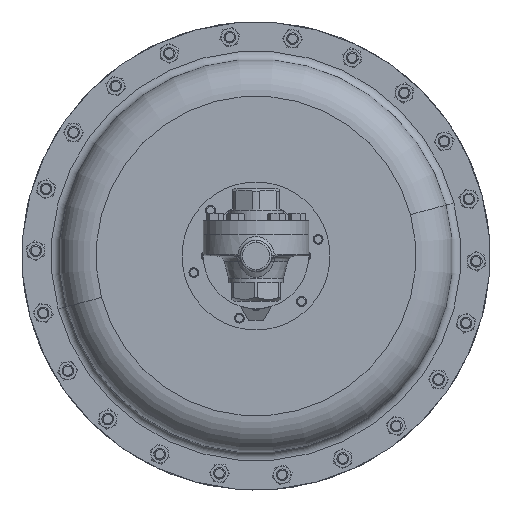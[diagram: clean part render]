
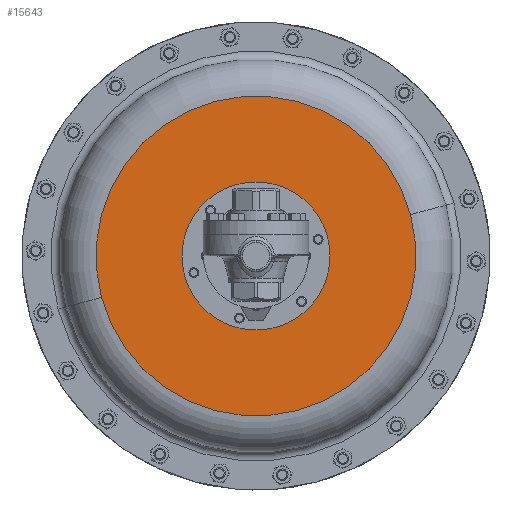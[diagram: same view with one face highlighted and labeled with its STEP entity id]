
A CAD part, front view. The second image highlights one B-rep face of the part: STEP entity #15643.
In plain terms, the highlighted planar face has unit normal (0, -1, 0).
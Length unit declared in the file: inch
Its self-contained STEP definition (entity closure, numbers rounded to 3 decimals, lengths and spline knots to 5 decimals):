
#912 = CIRCLE ( 'NONE', #23482, 5.125 ) ;
#1305 = FACE_BOUND ( 'NONE', #28344, .T. ) ;
#2211 = DIRECTION ( 'NONE',  ( 0., 1., 0. ) ) ;
#2386 = AXIS2_PLACEMENT_3D ( 'NONE', #5578, #21432, #2920 ) ;
#2920 = DIRECTION ( 'NONE',  ( -0.707, 0., -0.707 ) ) ;
#3280 = DIRECTION ( 'NONE',  ( 0., 1., 0. ) ) ;
#3642 = CARTESIAN_POINT ( 'NONE',  ( -3.03469, 9.06226, 2.06615 ) ) ;
#4021 = AXIS2_PLACEMENT_3D ( 'NONE', #20753, #4924, #23399 ) ;
#4853 = DIRECTION ( 'NONE',  ( 0.966, 0., 0.259 ) ) ;
#4924 = DIRECTION ( 'NONE',  ( 0., 1., 0. ) ) ;
#5562 = AXIS2_PLACEMENT_3D ( 'NONE', #10652, #3280, #13994 ) ;
#5578 = CARTESIAN_POINT ( 'NONE',  ( 1.91568, 9.06226, 3.3926 ) ) ;
#7349 = VERTEX_POINT ( 'NONE', #3642 ) ;
#7570 = DIRECTION ( 'NONE',  ( 0., -1., 0. ) ) ;
#8016 = CARTESIAN_POINT ( 'NONE',  ( 6.86605, 9.06226, 4.71905 ) ) ;
#8402 = EDGE_CURVE ( 'NONE', #7349, #29599, #912, .T. ) ;
#8866 = AXIS2_PLACEMENT_3D ( 'NONE', #10235, #7570, #23442 ) ;
#10235 = CARTESIAN_POINT ( 'NONE',  ( 3.24213, 9.06226, -1.55777 ) ) ;
#10652 = CARTESIAN_POINT ( 'NONE',  ( 1.91568, 9.06226, 3.3926 ) ) ;
#11102 = ORIENTED_EDGE ( 'NONE', *, *, #11338, .T. ) ;
#11338 = EDGE_CURVE ( 'NONE', #30309, #14845, #18024, .T. ) ;
#13501 = EDGE_LOOP ( 'NONE', ( #18972, #31213 ) ) ;
#13994 = DIRECTION ( 'NONE',  ( -0.707, 0., -0.707 ) ) ;
#14702 = EDGE_CURVE ( 'NONE', #14845, #30309, #14969, .T. ) ;
#14845 = VERTEX_POINT ( 'NONE', #15922 ) ;
#14969 = CIRCLE ( 'NONE', #5562, 2.375 ) ;
#15611 = PLANE ( 'NONE',  #8866 ) ;
#15643 = ADVANCED_FACE ( 'NONE', ( #20713, #1305 ), #15611, .T. ) ;
#15922 = CARTESIAN_POINT ( 'NONE',  ( 3.59506, 9.06226, 5.07198 ) ) ;
#16770 = ORIENTED_EDGE ( 'NONE', *, *, #14702, .T. ) ;
#18024 = CIRCLE ( 'NONE', #2386, 2.375 ) ;
#18957 = CARTESIAN_POINT ( 'NONE',  ( 1.91568, 9.06226, 3.3926 ) ) ;
#18972 = ORIENTED_EDGE ( 'NONE', *, *, #32086, .F. ) ;
#20713 = FACE_OUTER_BOUND ( 'NONE', #13501, .T. ) ;
#20753 = CARTESIAN_POINT ( 'NONE',  ( 1.91568, 9.06226, 3.3926 ) ) ;
#21432 = DIRECTION ( 'NONE',  ( 0., 1., 0. ) ) ;
#23399 = DIRECTION ( 'NONE',  ( 0.966, 0., 0.259 ) ) ;
#23442 = DIRECTION ( 'NONE',  ( -0.966, 0., -0.259 ) ) ;
#23482 = AXIS2_PLACEMENT_3D ( 'NONE', #18957, #2211, #4853 ) ;
#25405 = CARTESIAN_POINT ( 'NONE',  ( 0.2363, 9.06226, 1.71322 ) ) ;
#28344 = EDGE_LOOP ( 'NONE', ( #16770, #11102 ) ) ;
#29599 = VERTEX_POINT ( 'NONE', #8016 ) ;
#30309 = VERTEX_POINT ( 'NONE', #25405 ) ;
#31213 = ORIENTED_EDGE ( 'NONE', *, *, #8402, .F. ) ;
#32018 = CIRCLE ( 'NONE', #4021, 5.125 ) ;
#32086 = EDGE_CURVE ( 'NONE', #29599, #7349, #32018, .T. ) ;
